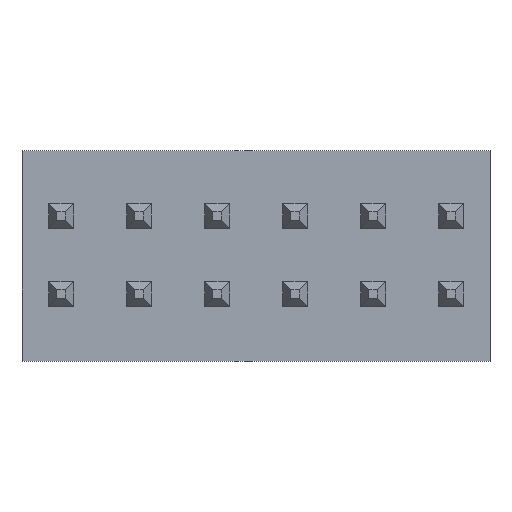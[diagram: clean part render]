
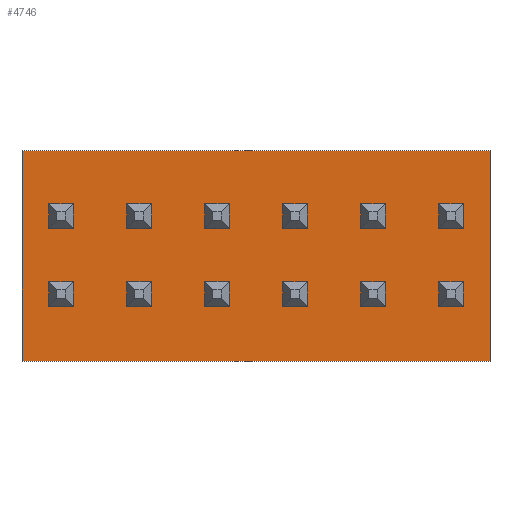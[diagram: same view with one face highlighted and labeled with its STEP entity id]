
A CAD part, top view. The second image highlights one B-rep face of the part: STEP entity #4746.
In plain terms, the highlighted face is planar.
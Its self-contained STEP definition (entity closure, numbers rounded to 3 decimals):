
#4614 = EDGE_CURVE('',#4615,#4617,#4619,.T.);
#4615 = VERTEX_POINT('',#4616);
#4616 = CARTESIAN_POINT('',(-3.81,1.778,-1.715));
#4617 = VERTEX_POINT('',#4618);
#4618 = CARTESIAN_POINT('',(-3.81,1.778,1.715));
#4619 = LINE('',#4620,#4621);
#4620 = CARTESIAN_POINT('',(-3.81,1.778,-1.715));
#4621 = VECTOR('',#4622,1.);
#4622 = DIRECTION('',(0.,0.,1.));
#4654 = EDGE_CURVE('',#4617,#4655,#4657,.T.);
#4655 = VERTEX_POINT('',#4656);
#4656 = CARTESIAN_POINT('',(3.81,1.778,1.715));
#4657 = LINE('',#4658,#4659);
#4658 = CARTESIAN_POINT('',(-3.81,1.778,1.715));
#4659 = VECTOR('',#4660,1.);
#4660 = DIRECTION('',(1.,0.,0.));
#4685 = EDGE_CURVE('',#4655,#4686,#4688,.T.);
#4686 = VERTEX_POINT('',#4687);
#4687 = CARTESIAN_POINT('',(3.81,1.778,-1.715));
#4688 = LINE('',#4689,#4690);
#4689 = CARTESIAN_POINT('',(3.81,1.778,1.715));
#4690 = VECTOR('',#4691,1.);
#4691 = DIRECTION('',(0.,0.,-1.));
#4716 = EDGE_CURVE('',#4686,#4615,#4717,.T.);
#4717 = LINE('',#4718,#4719);
#4718 = CARTESIAN_POINT('',(3.81,1.778,-1.715));
#4719 = VECTOR('',#4720,1.);
#4720 = DIRECTION('',(-1.,0.,0.));
#4746 = ADVANCED_FACE('',(#4747),#4753,.T.);
#4747 = FACE_BOUND('',#4748,.T.);
#4748 = EDGE_LOOP('',(#4749,#4750,#4751,#4752));
#4749 = ORIENTED_EDGE('',*,*,#4614,.T.);
#4750 = ORIENTED_EDGE('',*,*,#4654,.T.);
#4751 = ORIENTED_EDGE('',*,*,#4685,.T.);
#4752 = ORIENTED_EDGE('',*,*,#4716,.T.);
#4753 = PLANE('',#4754);
#4754 = AXIS2_PLACEMENT_3D('',#4755,#4756,#4757);
#4755 = CARTESIAN_POINT('',(0.,1.778,0.));
#4756 = DIRECTION('',(0.,1.,0.));
#4757 = DIRECTION('',(0.,-0.,1.));
